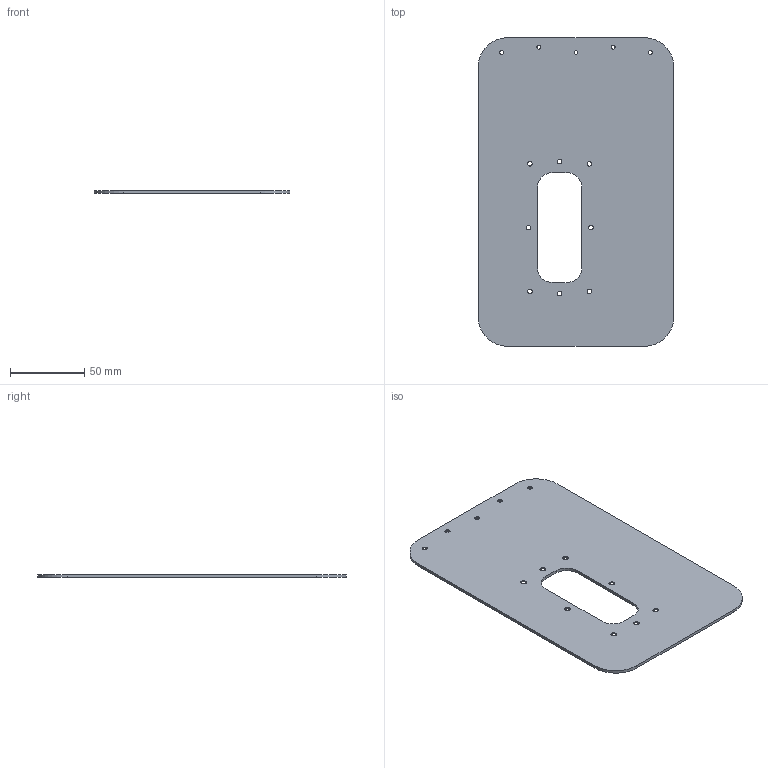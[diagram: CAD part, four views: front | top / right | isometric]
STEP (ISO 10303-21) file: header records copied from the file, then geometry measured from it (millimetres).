
FILE_DESCRIPTION (( 'STEP AP214' ), '1' );
FILE_NAME ('01R_Foot_Plate_Carbon_NimbroOP_v0.1.STEP', '2012-10-07T09:07:17', ( 'schreiber' ), ( '' ), 'SwSTEP 2.0', 'SolidWorks 2012', '' );
FILE_SCHEMA (( 'AUTOMOTIVE_DESIGN' ));
Length unit declared in the file: millimetre
Products named in the file (1): 01R_Foot_Plate_Carbon_NimbroOP_v0.1
Bounding box: 132 x 208 x 2 mm (x, y, z)
Volume: 49513.9 mm3; surface area: 51822.2 mm2
Topology: 1 solids, 1 shells, 200 faces, 438 edges, 292 vertices
Faces by surface type: cylinder 138, plane 62
Entity records: 5728 total; most frequent: DIRECTION 1116, CARTESIAN_POINT 931, ORIENTED_EDGE 876, AXIS2_PLACEMENT_3D 477, EDGE_CURVE 438, VERTEX_POINT 292, EDGE_LOOP 280, CIRCLE 276
